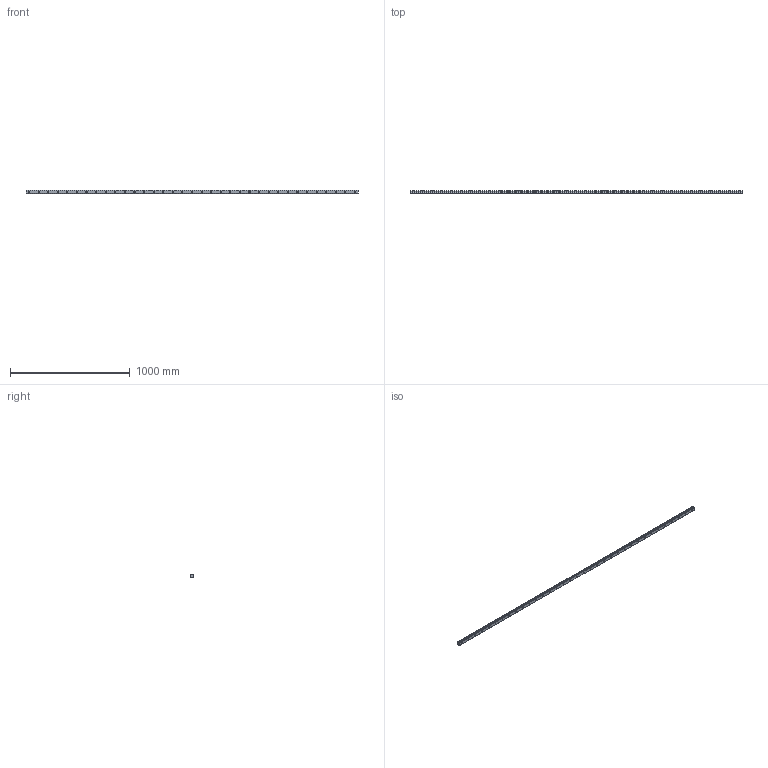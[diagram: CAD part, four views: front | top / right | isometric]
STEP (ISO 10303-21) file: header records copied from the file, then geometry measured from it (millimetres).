
FILE_DESCRIPTION (( 'STEP AP214' ), '1' );
FILE_NAME ('SHS30C1SS-2770L_G25_0_B-M6F_1332_0_0_0_1.STEP', '2021-06-21T13:27:05', ( '' ), ( '' ), 'SwSTEP 2.0', 'SolidWorks 2021', '' );
FILE_SCHEMA (( 'AUTOMOTIVE_DESIGN' ));
Length unit declared in the file: millimetre
Products named in the file (2): SHS30C1SS-2770L_G25_0_B-M6F_1332_0_0_0_1; _SHS30C277025 Track
Assembly tree (1 placements, depth 2):
  SHS30C1SS-2770L_G25_0_B-M6F_1332_0_0_0_1
    _SHS30C277025 Track
Bounding box: 2770 x 23 x 28 mm (x, y, z)
Volume: 1517564 mm3; surface area: 311253.4 mm2
Topology: 1 solids, 1 shells, 212 faces, 525 edges, 350 vertices
Faces by surface type: cylinder 161, plane 51
Entity records: 6677 total; most frequent: DIRECTION 1279, CARTESIAN_POINT 1091, ORIENTED_EDGE 1050, AXIS2_PLACEMENT_3D 538, EDGE_CURVE 525, VERTEX_POINT 350, CIRCLE 322, EDGE_LOOP 317
